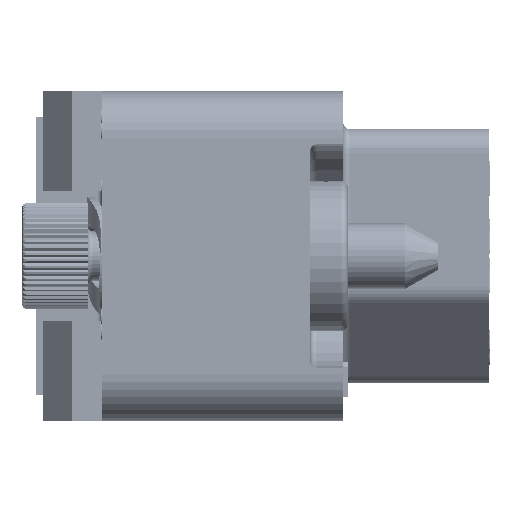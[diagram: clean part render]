
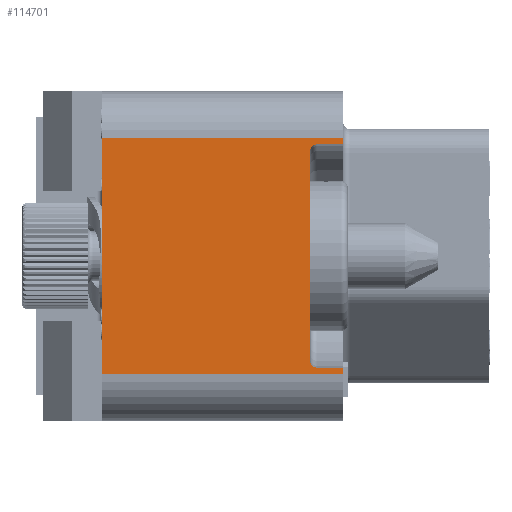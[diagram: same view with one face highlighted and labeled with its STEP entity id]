
A CAD part, left-side view. The second image highlights one B-rep face of the part: STEP entity #114701.
In plain terms, the highlighted planar face has unit normal (-1, 0, 0).
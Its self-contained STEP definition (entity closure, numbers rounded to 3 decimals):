
#3386=DIRECTION('',(0.,-1.,0.));
#3387=VECTOR('',#3386,10.25);
#3388=CARTESIAN_POINT('',(-40.,10.25,5.));
#3389=LINE('',#3388,#3387);
#3395=DIRECTION('',(0.,0.,1.));
#3396=VECTOR('',#3395,8.9);
#3397=CARTESIAN_POINT('',(-40.,1.4,-4.45));
#3398=LINE('',#3397,#3396);
#3399=DIRECTION('',(0.,1.,0.));
#3400=VECTOR('',#3399,1.1);
#3401=CARTESIAN_POINT('',(-40.,0.,-4.75));
#3402=LINE('',#3401,#3400);
#3403=DIRECTION('',(0.,0.,-1.));
#3404=VECTOR('',#3403,0.25);
#3405=CARTESIAN_POINT('',(-40.,0.,-4.75));
#3406=LINE('',#3405,#3404);
#3407=DIRECTION('',(0.,0.,-1.));
#3408=VECTOR('',#3407,0.25);
#3409=CARTESIAN_POINT('',(-40.,0.,5.));
#3410=LINE('',#3409,#3408);
#3411=DIRECTION('',(0.,1.,0.));
#3412=VECTOR('',#3411,1.1);
#3413=CARTESIAN_POINT('',(-40.,0.,4.75));
#3414=LINE('',#3413,#3412);
#3438=CARTESIAN_POINT('',(-40.,1.1,-4.45));
#3439=DIRECTION('',(1.,0.,0.));
#3440=DIRECTION('',(0.,0.,-1.));
#3441=AXIS2_PLACEMENT_3D('',#3438,#3439,#3440);
#3462=CARTESIAN_POINT('',(-40.,1.1,4.45));
#3463=DIRECTION('',(1.,0.,0.));
#3464=DIRECTION('',(0.,1.,0.));
#3465=AXIS2_PLACEMENT_3D('',#3462,#3463,#3464);
#3784=DIRECTION('',(0.,0.,-1.));
#3785=VECTOR('',#3784,10.);
#3786=CARTESIAN_POINT('',(-40.,10.25,5.));
#3787=LINE('',#3786,#3785);
#4325=DIRECTION('',(0.,1.,0.));
#4326=VECTOR('',#4325,10.25);
#4327=CARTESIAN_POINT('',(-40.,0.,-5.));
#4328=LINE('',#4327,#4326);
#94550=CARTESIAN_POINT('',(-40.,0.,5.));
#94551=VERTEX_POINT('',#94550);
#94552=CARTESIAN_POINT('',(-40.,10.25,5.));
#94553=VERTEX_POINT('',#94552);
#94558=CARTESIAN_POINT('',(-40.,10.25,-5.));
#94559=VERTEX_POINT('',#94558);
#94560=CARTESIAN_POINT('',(-40.,0.,-5.));
#94561=VERTEX_POINT('',#94560);
#94570=CARTESIAN_POINT('',(-40.,0.,-4.75));
#94572=VERTEX_POINT('',#94570);
#94576=CARTESIAN_POINT('',(-40.,0.,4.75));
#94577=VERTEX_POINT('',#94576);
#94787=CARTESIAN_POINT('',(-40.,1.4,-4.45));
#94789=VERTEX_POINT('',#94787);
#94791=CARTESIAN_POINT('',(-40.,1.1,-4.75));
#94793=VERTEX_POINT('',#94791);
#94798=CARTESIAN_POINT('',(-40.,1.4,4.45));
#94799=VERTEX_POINT('',#94798);
#94800=CARTESIAN_POINT('',(-40.,1.1,4.75));
#94801=VERTEX_POINT('',#94800);
#114677=CARTESIAN_POINT('',(-40.,0.,7.));
#114678=DIRECTION('',(-1.,0.,0.));
#114679=DIRECTION('',(0.,1.,0.));
#114680=AXIS2_PLACEMENT_3D('',#114677,#114678,#114679);
#114681=PLANE('',#114680);
#114683=ORIENTED_EDGE('',*,*,#114682,.F.);
#114685=ORIENTED_EDGE('',*,*,#114684,.F.);
#114687=ORIENTED_EDGE('',*,*,#114686,.F.);
#114688=ORIENTED_EDGE('',*,*,#114473,.T.);
#114690=ORIENTED_EDGE('',*,*,#114689,.T.);
#114692=ORIENTED_EDGE('',*,*,#114691,.F.);
#114693=ORIENTED_EDGE('',*,*,#114670,.T.);
#114694=ORIENTED_EDGE('',*,*,#114481,.T.);
#114696=ORIENTED_EDGE('',*,*,#114695,.T.);
#114698=ORIENTED_EDGE('',*,*,#114697,.F.);
#114699=EDGE_LOOP('',(#114683,#114685,#114687,#114688,#114690,#114692,#114693,
#114694,#114696,#114698));
#114700=FACE_OUTER_BOUND('',#114699,.F.);
#114701=ADVANCED_FACE('',(#114700),#114681,.T.);
#3442=CIRCLE('',#3441,0.3);
#3466=CIRCLE('',#3465,0.3);
#114473=EDGE_CURVE('',#94572,#94561,#3406,.T.);
#114481=EDGE_CURVE('',#94551,#94577,#3410,.T.);
#114670=EDGE_CURVE('',#94553,#94551,#3389,.T.);
#114682=EDGE_CURVE('',#94789,#94799,#3398,.T.);
#114684=EDGE_CURVE('',#94793,#94789,#3442,.T.);
#114686=EDGE_CURVE('',#94572,#94793,#3402,.T.);
#114689=EDGE_CURVE('',#94561,#94559,#4328,.T.);
#114691=EDGE_CURVE('',#94553,#94559,#3787,.T.);
#114695=EDGE_CURVE('',#94577,#94801,#3414,.T.);
#114697=EDGE_CURVE('',#94799,#94801,#3466,.T.);
